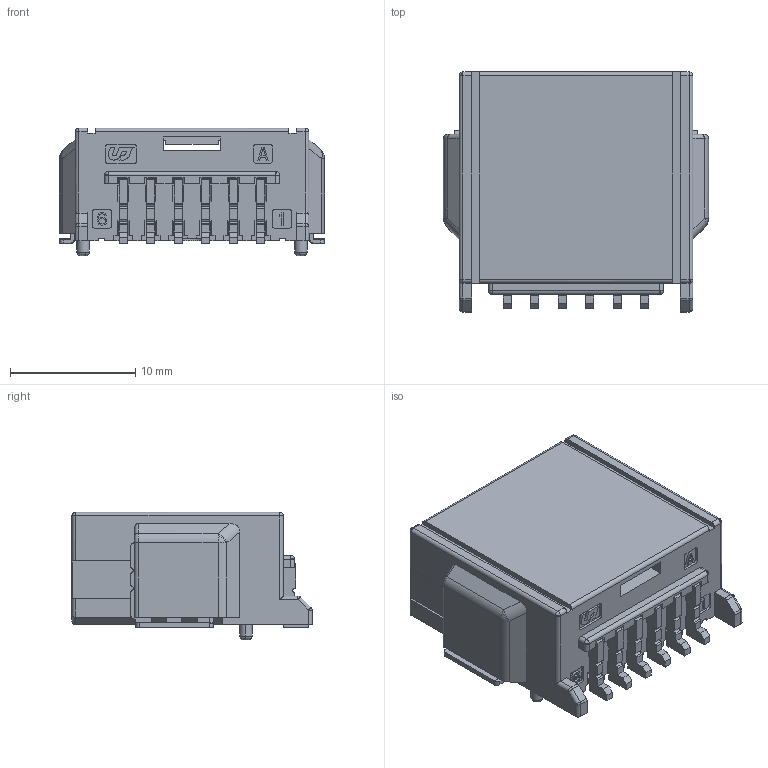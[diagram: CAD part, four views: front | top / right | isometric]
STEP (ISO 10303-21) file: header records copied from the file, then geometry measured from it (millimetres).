
FILE_DESCRIPTION(('CATIA V5 STEP Exchange','CAx-IF Rec.Pracs.--- Model Styling and Organization---1.4--- 2014-01-23','CAx-IF Rec.Pracs.---3D Tessellated Data Validation Properties---0.5---2014-09-14'),'2;1');
FILE_NAME('KH1300051-21_customer_025_6m_assy_h_b_Rev_B.stp','2023-01-04T04:47:19+00:00',('none'),('none'),'CATIA Version 5-6 Release 2019 SP3 HF42','CATIA V5 STEP AP242 v1','none');
FILE_SCHEMA(('AP242_MANAGED_MODEL_BASED_3D_ENGINEERING_MIM_LF {1 0 10303 442 1 1 4}'));
Length unit declared in the file: millimetre
Products named in the file (1): CUSTOMER_025_6M_ASSY_H_B
Bounding box: 21.2 x 19.2 x 10.2 mm (x, y, z)
Volume: 1229.3 mm3; surface area: 2609.3 mm2
Topology: 1 solids, 1 shells, 896 faces, 2469 edges, 1539 vertices
Faces by surface type: plane 636, cylinder 193, bspline 28, sphere 22, cone 11, torus 6
Entity records: 29056 total; most frequent: CARTESIAN_POINT 7152, ORIENTED_EDGE 4894, DIRECTION 3931, EDGE_CURVE 2447, VECTOR 1917, LINE 1917, VERTEX_POINT 1539, AXIS2_PLACEMENT_3D 1147
